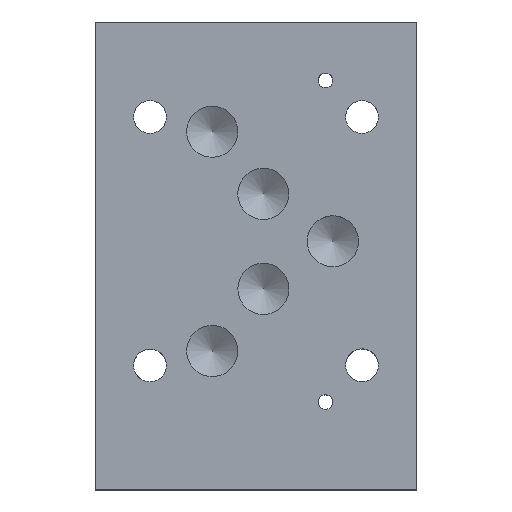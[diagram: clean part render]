
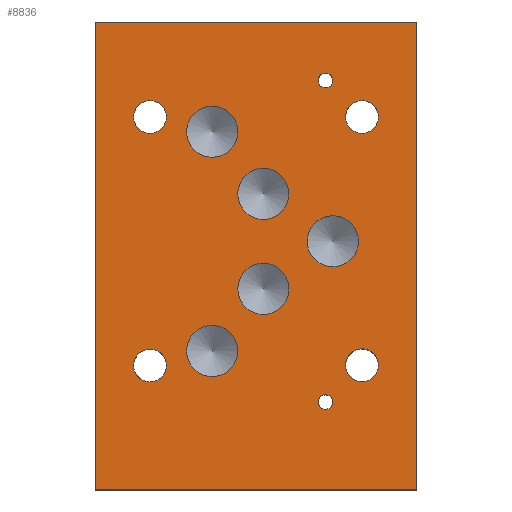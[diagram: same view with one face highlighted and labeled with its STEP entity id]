
A CAD part, top view. The second image highlights one B-rep face of the part: STEP entity #8836.
In plain terms, the highlighted planar face has unit normal (0, 0, 1).
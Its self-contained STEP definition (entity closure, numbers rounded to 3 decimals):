
#131=CIRCLE('',#9260,3.569);
#132=CIRCLE('',#9262,3.569);
#133=CIRCLE('',#9264,3.569);
#134=CIRCLE('',#9266,3.569);
#135=CIRCLE('',#9268,1.588);
#136=CIRCLE('',#9270,1.588);
#138=CIRCLE('',#9274,5.556);
#140=CIRCLE('',#9278,5.556);
#142=CIRCLE('',#9282,5.556);
#144=CIRCLE('',#9286,5.556);
#146=CIRCLE('',#9290,5.563);
#209=FACE_BOUND('',#1505,.T.);
#210=FACE_BOUND('',#1506,.T.);
#211=FACE_BOUND('',#1507,.T.);
#212=FACE_BOUND('',#1508,.T.);
#213=FACE_BOUND('',#1509,.T.);
#214=FACE_BOUND('',#1510,.T.);
#215=FACE_BOUND('',#1511,.T.);
#216=FACE_BOUND('',#1512,.T.);
#217=FACE_BOUND('',#1513,.T.);
#218=FACE_BOUND('',#1514,.T.);
#219=FACE_BOUND('',#1515,.T.);
#528=PLANE('',#9295);
#985=FACE_OUTER_BOUND('',#1504,.T.);
#1504=EDGE_LOOP('',(#7901,#7902,#7903,#7904));
#1505=EDGE_LOOP('',(#7905));
#1506=EDGE_LOOP('',(#7906));
#1507=EDGE_LOOP('',(#7907));
#1508=EDGE_LOOP('',(#7908));
#1509=EDGE_LOOP('',(#7909));
#1510=EDGE_LOOP('',(#7910));
#1511=EDGE_LOOP('',(#7911));
#1512=EDGE_LOOP('',(#7912));
#1513=EDGE_LOOP('',(#7913));
#1514=EDGE_LOOP('',(#7914));
#1515=EDGE_LOOP('',(#7915));
#1919=LINE('',#13133,#2841);
#2333=LINE('',#14115,#3255);
#2379=LINE('',#14449,#3301);
#2437=LINE('',#14838,#3359);
#2841=VECTOR('',#9947,10.);
#3255=VECTOR('',#10669,10.);
#3301=VECTOR('',#10741,10.);
#3359=VECTOR('',#11095,10.);
#3914=VERTEX_POINT('',#13130);
#3915=VERTEX_POINT('',#13132);
#4201=VERTEX_POINT('',#14113);
#4252=VERTEX_POINT('',#14448);
#4325=VERTEX_POINT('',#14769);
#4326=VERTEX_POINT('',#14773);
#4327=VERTEX_POINT('',#14777);
#4328=VERTEX_POINT('',#14781);
#4329=VERTEX_POINT('',#14785);
#4330=VERTEX_POINT('',#14789);
#4333=VERTEX_POINT('',#14798);
#4336=VERTEX_POINT('',#14807);
#4339=VERTEX_POINT('',#14816);
#4342=VERTEX_POINT('',#14825);
#4345=VERTEX_POINT('',#14834);
#4891=EDGE_CURVE('',#3915,#3914,#1919,.T.);
#5321=EDGE_CURVE('',#3914,#4201,#2333,.T.);
#5396=EDGE_CURVE('',#4252,#3915,#2379,.T.);
#5503=EDGE_CURVE('',#4325,#4325,#131,.T.);
#5505=EDGE_CURVE('',#4326,#4326,#132,.T.);
#5507=EDGE_CURVE('',#4327,#4327,#133,.T.);
#5509=EDGE_CURVE('',#4328,#4328,#134,.T.);
#5511=EDGE_CURVE('',#4329,#4329,#135,.T.);
#5513=EDGE_CURVE('',#4330,#4330,#136,.T.);
#5517=EDGE_CURVE('',#4333,#4333,#138,.T.);
#5521=EDGE_CURVE('',#4336,#4336,#140,.T.);
#5525=EDGE_CURVE('',#4339,#4339,#142,.T.);
#5529=EDGE_CURVE('',#4342,#4342,#144,.T.);
#5533=EDGE_CURVE('',#4345,#4345,#146,.T.);
#5535=EDGE_CURVE('',#4201,#4252,#2437,.T.);
#7901=ORIENTED_EDGE('',*,*,#5396,.T.);
#7902=ORIENTED_EDGE('',*,*,#4891,.T.);
#7903=ORIENTED_EDGE('',*,*,#5321,.T.);
#7904=ORIENTED_EDGE('',*,*,#5535,.T.);
#7905=ORIENTED_EDGE('',*,*,#5503,.T.);
#7906=ORIENTED_EDGE('',*,*,#5505,.T.);
#7907=ORIENTED_EDGE('',*,*,#5507,.T.);
#7908=ORIENTED_EDGE('',*,*,#5509,.T.);
#7909=ORIENTED_EDGE('',*,*,#5511,.T.);
#7910=ORIENTED_EDGE('',*,*,#5513,.T.);
#7911=ORIENTED_EDGE('',*,*,#5517,.T.);
#7912=ORIENTED_EDGE('',*,*,#5521,.T.);
#7913=ORIENTED_EDGE('',*,*,#5525,.T.);
#7914=ORIENTED_EDGE('',*,*,#5529,.T.);
#7915=ORIENTED_EDGE('',*,*,#5533,.T.);
#8836=ADVANCED_FACE('',(#985,#209,#210,#211,#212,#213,#214,#215,#216,#217,
#218,#219),#528,.T.);
#9260=AXIS2_PLACEMENT_3D('',#14770,#11015,#11016);
#9262=AXIS2_PLACEMENT_3D('',#14774,#11020,#11021);
#9264=AXIS2_PLACEMENT_3D('',#14778,#11025,#11026);
#9266=AXIS2_PLACEMENT_3D('',#14782,#11030,#11031);
#9268=AXIS2_PLACEMENT_3D('',#14786,#11035,#11036);
#9270=AXIS2_PLACEMENT_3D('',#14790,#11040,#11041);
#9274=AXIS2_PLACEMENT_3D('',#14799,#11050,#11051);
#9278=AXIS2_PLACEMENT_3D('',#14808,#11060,#11061);
#9282=AXIS2_PLACEMENT_3D('',#14817,#11070,#11071);
#9286=AXIS2_PLACEMENT_3D('',#14826,#11080,#11081);
#9290=AXIS2_PLACEMENT_3D('',#14835,#11090,#11091);
#9295=AXIS2_PLACEMENT_3D('',#14842,#11102,#11103);
#9947=DIRECTION('',(0.,1.,0.));
#10669=DIRECTION('',(-1.,0.,0.));
#10741=DIRECTION('',(1.,0.,0.));
#11015=DIRECTION('center_axis',(0.,0.,-1.));
#11016=DIRECTION('ref_axis',(1.,0.,0.));
#11020=DIRECTION('center_axis',(0.,0.,-1.));
#11021=DIRECTION('ref_axis',(1.,0.,0.));
#11025=DIRECTION('center_axis',(0.,0.,-1.));
#11026=DIRECTION('ref_axis',(1.,0.,0.));
#11030=DIRECTION('center_axis',(0.,0.,-1.));
#11031=DIRECTION('ref_axis',(1.,0.,0.));
#11035=DIRECTION('center_axis',(0.,0.,-1.));
#11036=DIRECTION('ref_axis',(1.,0.,0.));
#11040=DIRECTION('center_axis',(0.,0.,-1.));
#11041=DIRECTION('ref_axis',(1.,0.,0.));
#11050=DIRECTION('center_axis',(0.,0.,-1.));
#11051=DIRECTION('ref_axis',(1.,0.,0.));
#11060=DIRECTION('center_axis',(0.,0.,-1.));
#11061=DIRECTION('ref_axis',(1.,0.,0.));
#11070=DIRECTION('center_axis',(0.,0.,-1.));
#11071=DIRECTION('ref_axis',(1.,0.,0.));
#11080=DIRECTION('center_axis',(0.,0.,-1.));
#11081=DIRECTION('ref_axis',(1.,0.,0.));
#11090=DIRECTION('center_axis',(0.,0.,-1.));
#11091=DIRECTION('ref_axis',(1.,0.,0.));
#11095=DIRECTION('',(0.,-1.,0.));
#11102=DIRECTION('center_axis',(0.,0.,1.));
#11103=DIRECTION('ref_axis',(1.,0.,0.));
#13130=CARTESIAN_POINT('',(69.85,101.6,25.4));
#13132=CARTESIAN_POINT('',(69.85,0.,25.4));
#13133=CARTESIAN_POINT('',(69.85,0.,25.4));
#14113=CARTESIAN_POINT('',(0.,101.6,25.4));
#14115=CARTESIAN_POINT('',(69.85,101.6,25.4));
#14448=CARTESIAN_POINT('',(0.,0.,25.4));
#14449=CARTESIAN_POINT('',(0.,0.,25.4));
#14769=CARTESIAN_POINT('',(8.331,80.988,25.4));
#14770=CARTESIAN_POINT('Origin',(11.9,80.988,25.4));
#14773=CARTESIAN_POINT('',(8.344,27.,25.4));
#14774=CARTESIAN_POINT('Origin',(11.913,27.,25.4));
#14777=CARTESIAN_POINT('',(54.381,27.038,25.4));
#14778=CARTESIAN_POINT('Origin',(57.95,27.038,25.4));
#14781=CARTESIAN_POINT('',(54.381,80.988,25.4));
#14782=CARTESIAN_POINT('Origin',(57.95,80.988,25.4));
#14785=CARTESIAN_POINT('',(48.425,19.05,25.4));
#14786=CARTESIAN_POINT('Origin',(50.013,19.05,25.4));
#14789=CARTESIAN_POINT('',(48.425,88.9,25.4));
#14790=CARTESIAN_POINT('Origin',(50.013,88.9,25.4));
#14798=CARTESIAN_POINT('',(30.974,43.645,25.4));
#14799=CARTESIAN_POINT('Origin',(36.53,43.645,25.4));
#14807=CARTESIAN_POINT('',(19.864,77.775,25.4));
#14808=CARTESIAN_POINT('Origin',(25.42,77.775,25.4));
#14816=CARTESIAN_POINT('',(30.969,64.28,25.4));
#14817=CARTESIAN_POINT('Origin',(36.525,64.28,25.4));
#14825=CARTESIAN_POINT('',(19.864,30.15,25.4));
#14826=CARTESIAN_POINT('Origin',(25.42,30.15,25.4));
#14834=CARTESIAN_POINT('',(46.05,53.962,25.4));
#14835=CARTESIAN_POINT('Origin',(51.613,53.962,25.4));
#14838=CARTESIAN_POINT('',(0.,101.6,25.4));
#14842=CARTESIAN_POINT('Origin',(34.925,50.8,25.4));
